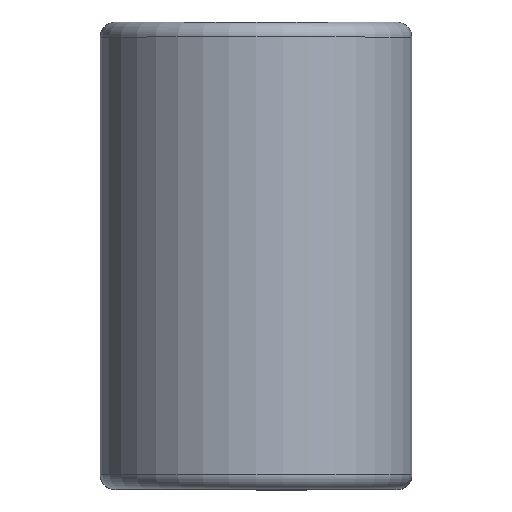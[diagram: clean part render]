
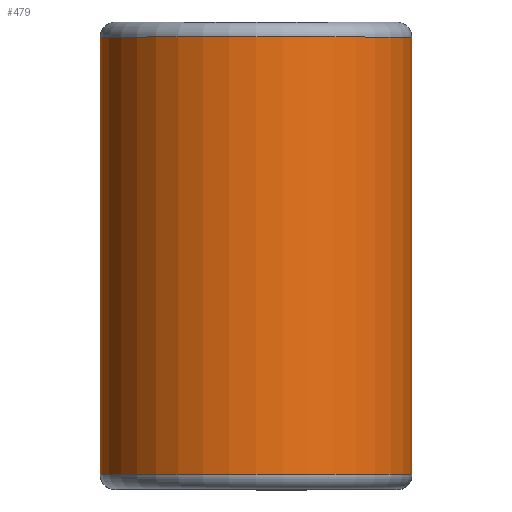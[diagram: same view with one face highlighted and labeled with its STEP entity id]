
A CAD part, top view. The second image highlights one B-rep face of the part: STEP entity #479.
In plain terms, the highlighted cylindrical face has radius 7.95 mm (diameter 15.9 mm), a partial arc.
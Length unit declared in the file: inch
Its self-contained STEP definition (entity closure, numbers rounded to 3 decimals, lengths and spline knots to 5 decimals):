
#109 = VERTEX_POINT ( 'NONE', #1827 ) ;
#137 = CIRCLE ( 'NONE', #164, 0.313 ) ;
#164 = AXIS2_PLACEMENT_3D ( 'NONE', #522, #2153, #756 ) ;
#243 = EDGE_CURVE ( 'NONE', #1704, #109, #2209, .T. ) ;
#306 = CARTESIAN_POINT ( 'NONE',  ( 0., -0.43875, 0.437 ) ) ;
#433 = VECTOR ( 'NONE', #2416, 39.37008 ) ;
#479 = ADVANCED_FACE ( 'NONE', ( #1509 ), #2286, .T. ) ;
#487 = EDGE_CURVE ( 'NONE', #1223, #1704, #505, .T. ) ;
#505 = CIRCLE ( 'NONE', #2452, 0.313 ) ;
#522 = CARTESIAN_POINT ( 'NONE',  ( 0., 0.43875, 0.437 ) ) ;
#523 = EDGE_CURVE ( 'NONE', #1223, #1795, #2876, .T. ) ;
#533 = EDGE_CURVE ( 'NONE', #1795, #109, #137, .T. ) ;
#543 = DIRECTION ( 'NONE',  ( 0., 0., -1. ) ) ;
#652 = CARTESIAN_POINT ( 'NONE',  ( 0.313, -0.43875, 0.437 ) ) ;
#756 = DIRECTION ( 'NONE',  ( 0., 0., -1. ) ) ;
#1003 = DIRECTION ( 'NONE',  ( 0., 0., -1. ) ) ;
#1212 = EDGE_LOOP ( 'NONE', ( #2484, #2287, #2268, #1875 ) ) ;
#1223 = VERTEX_POINT ( 'NONE', #652 ) ;
#1274 = CARTESIAN_POINT ( 'NONE',  ( 0.313, 0.43875, 0.437 ) ) ;
#1278 = CARTESIAN_POINT ( 'NONE',  ( 0.313, 0.43875, 0.437 ) ) ;
#1480 = CARTESIAN_POINT ( 'NONE',  ( 0., 0.4375, 0.437 ) ) ;
#1509 = FACE_OUTER_BOUND ( 'NONE', #1212, .T. ) ;
#1704 = VERTEX_POINT ( 'NONE', #1964 ) ;
#1795 = VERTEX_POINT ( 'NONE', #1278 ) ;
#1827 = CARTESIAN_POINT ( 'NONE',  ( -0.313, 0.43875, 0.437 ) ) ;
#1875 = ORIENTED_EDGE ( 'NONE', *, *, #487, .F. ) ;
#1928 = DIRECTION ( 'NONE',  ( 0., -1., 0. ) ) ;
#1951 = DIRECTION ( 'NONE',  ( 0., -1., 0. ) ) ;
#1964 = CARTESIAN_POINT ( 'NONE',  ( -0.313, -0.43875, 0.437 ) ) ;
#2069 = VECTOR ( 'NONE', #2565, 39.37008 ) ;
#2097 = CARTESIAN_POINT ( 'NONE',  ( -0.313, 0.43875, 0.437 ) ) ;
#2153 = DIRECTION ( 'NONE',  ( 0., -1., 0. ) ) ;
#2209 = LINE ( 'NONE', #2097, #2069 ) ;
#2268 = ORIENTED_EDGE ( 'NONE', *, *, #243, .F. ) ;
#2286 = CYLINDRICAL_SURFACE ( 'NONE', #2610, 0.313 ) ;
#2287 = ORIENTED_EDGE ( 'NONE', *, *, #533, .T. ) ;
#2416 = DIRECTION ( 'NONE',  ( 0., 1., 0. ) ) ;
#2452 = AXIS2_PLACEMENT_3D ( 'NONE', #306, #1951, #543 ) ;
#2484 = ORIENTED_EDGE ( 'NONE', *, *, #523, .T. ) ;
#2565 = DIRECTION ( 'NONE',  ( 0., 1., 0. ) ) ;
#2610 = AXIS2_PLACEMENT_3D ( 'NONE', #1480, #1928, #1003 ) ;
#2876 = LINE ( 'NONE', #1274, #433 ) ;
